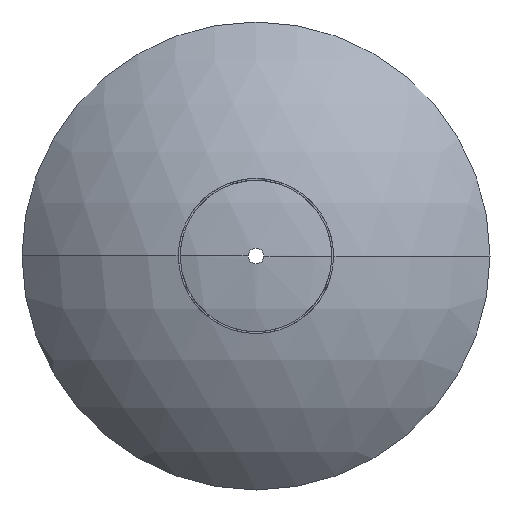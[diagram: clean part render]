
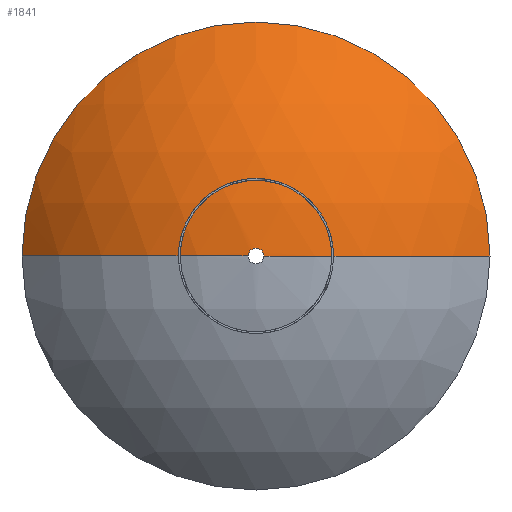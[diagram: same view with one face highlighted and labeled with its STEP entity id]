
A CAD part, front view. The second image highlights one B-rep face of the part: STEP entity #1841.
In plain terms, the highlighted spherical face has radius 534.444 mm.
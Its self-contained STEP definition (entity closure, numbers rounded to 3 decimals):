
#9 = DIRECTION ( 'NONE',  ( 0., 0., 1. ) ) ;
#38 = EDGE_CURVE ( 'NONE', #516, #449, #2059, .T. ) ;
#72 = SPHERICAL_SURFACE ( 'NONE', #594, 534.444 ) ;
#83 = DIRECTION ( 'NONE',  ( 0., -1., 0. ) ) ;
#97 = VERTEX_POINT ( 'NONE', #680 ) ;
#123 = ORIENTED_EDGE ( 'NONE', *, *, #1946, .T. ) ;
#145 = EDGE_CURVE ( 'NONE', #97, #2288, #1642, .T. ) ;
#149 = DIRECTION ( 'NONE',  ( 0., 1., 0. ) ) ;
#253 = CARTESIAN_POINT ( 'NONE',  ( 0., 534.444, 0. ) ) ;
#255 = DIRECTION ( 'NONE',  ( 0., 0., -1. ) ) ;
#264 = DIRECTION ( 'NONE',  ( 1., 0., 0. ) ) ;
#295 = CARTESIAN_POINT ( 'NONE',  ( 0., 0.171, 13.5 ) ) ;
#296 = CARTESIAN_POINT ( 'NONE',  ( -400., 180., 0. ) ) ;
#311 = CARTESIAN_POINT ( 'NONE',  ( 13.5, 0.171, 0. ) ) ;
#383 = EDGE_CURVE ( 'NONE', #1751, #449, #2024, .T. ) ;
#415 = ORIENTED_EDGE ( 'NONE', *, *, #145, .T. ) ;
#425 = EDGE_CURVE ( 'NONE', #2247, #1751, #2287, .T. ) ;
#449 = VERTEX_POINT ( 'NONE', #311 ) ;
#516 = VERTEX_POINT ( 'NONE', #1875 ) ;
#594 = AXIS2_PLACEMENT_3D ( 'NONE', #1413, #1737, #264 ) ;
#622 = ORIENTED_EDGE ( 'NONE', *, *, #38, .F. ) ;
#633 = AXIS2_PLACEMENT_3D ( 'NONE', #1528, #1920, #2261 ) ;
#680 = CARTESIAN_POINT ( 'NONE',  ( 0., 180., 400. ) ) ;
#747 = DIRECTION ( 'NONE',  ( 0., 1., 0. ) ) ;
#773 = EDGE_LOOP ( 'NONE', ( #123, #415, #1034, #1334, #1856, #622 ) ) ;
#927 = DIRECTION ( 'NONE',  ( 0., 0., 1. ) ) ;
#1006 = DIRECTION ( 'NONE',  ( -1., 0., 0. ) ) ;
#1034 = ORIENTED_EDGE ( 'NONE', *, *, #1116, .T. ) ;
#1072 = CARTESIAN_POINT ( 'NONE',  ( 0., 0.171, 0. ) ) ;
#1103 = AXIS2_PLACEMENT_3D ( 'NONE', #2116, #83, #255 ) ;
#1116 = EDGE_CURVE ( 'NONE', #2288, #2247, #1599, .T. ) ;
#1334 = ORIENTED_EDGE ( 'NONE', *, *, #425, .T. ) ;
#1396 = CARTESIAN_POINT ( 'NONE',  ( -13.5, 0.171, 0. ) ) ;
#1413 = CARTESIAN_POINT ( 'NONE',  ( 0., 534.444, 0. ) ) ;
#1498 = DIRECTION ( 'NONE',  ( 1., 0., 0. ) ) ;
#1526 = AXIS2_PLACEMENT_3D ( 'NONE', #253, #1736, #1006 ) ;
#1528 = CARTESIAN_POINT ( 'NONE',  ( 0., 180., 0. ) ) ;
#1599 = CIRCLE ( 'NONE', #1755, 534.444 ) ;
#1642 = CIRCLE ( 'NONE', #633, 400. ) ;
#1676 = CARTESIAN_POINT ( 'NONE',  ( 0., 534.444, 0. ) ) ;
#1736 = DIRECTION ( 'NONE',  ( 0., 0., -1. ) ) ;
#1737 = DIRECTION ( 'NONE',  ( 0., 0., 1. ) ) ;
#1751 = VERTEX_POINT ( 'NONE', #295 ) ;
#1755 = AXIS2_PLACEMENT_3D ( 'NONE', #1676, #9, #1498 ) ;
#1761 = FACE_OUTER_BOUND ( 'NONE', #773, .T. ) ;
#1791 = CIRCLE ( 'NONE', #1103, 400. ) ;
#1814 = CARTESIAN_POINT ( 'NONE',  ( 0., 0.171, 0. ) ) ;
#1827 = DIRECTION ( 'NONE',  ( 0., 0., 1. ) ) ;
#1841 = ADVANCED_FACE ( 'NONE', ( #1761 ), #72, .T. ) ;
#1856 = ORIENTED_EDGE ( 'NONE', *, *, #383, .T. ) ;
#1875 = CARTESIAN_POINT ( 'NONE',  ( 400., 180., 0. ) ) ;
#1920 = DIRECTION ( 'NONE',  ( 0., -1., 0. ) ) ;
#1941 = AXIS2_PLACEMENT_3D ( 'NONE', #1072, #149, #1827 ) ;
#1946 = EDGE_CURVE ( 'NONE', #516, #97, #1791, .T. ) ;
#2024 = CIRCLE ( 'NONE', #1941, 13.5 ) ;
#2059 = CIRCLE ( 'NONE', #1526, 534.444 ) ;
#2116 = CARTESIAN_POINT ( 'NONE',  ( 0., 180., 0. ) ) ;
#2247 = VERTEX_POINT ( 'NONE', #1396 ) ;
#2261 = DIRECTION ( 'NONE',  ( 0., 0., -1. ) ) ;
#2287 = CIRCLE ( 'NONE', #2364, 13.5 ) ;
#2288 = VERTEX_POINT ( 'NONE', #296 ) ;
#2364 = AXIS2_PLACEMENT_3D ( 'NONE', #1814, #747, #927 ) ;
